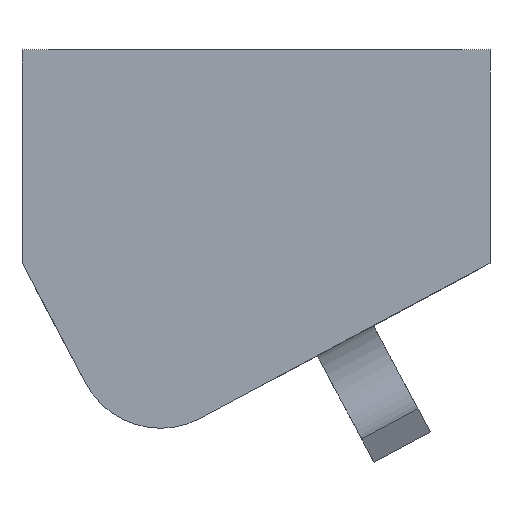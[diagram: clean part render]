
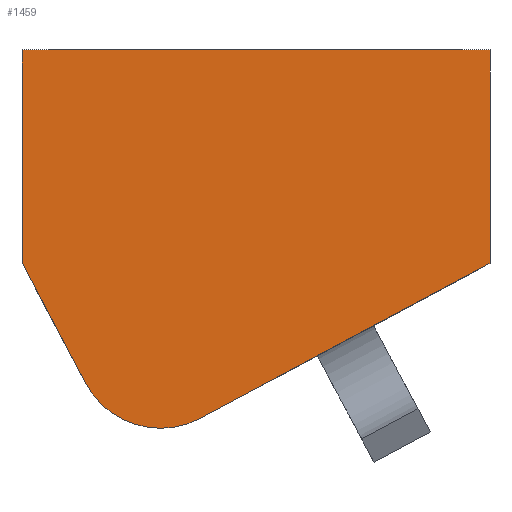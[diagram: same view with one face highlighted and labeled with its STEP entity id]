
A CAD part, front view. The second image highlights one B-rep face of the part: STEP entity #1459.
In plain terms, the highlighted planar face has unit normal (0, -1, 0).
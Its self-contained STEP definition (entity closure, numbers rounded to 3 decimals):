
#6 = ORIENTED_EDGE ( 'NONE', *, *, #1359, .F. ) ;
#7 = CARTESIAN_POINT ( 'NONE',  ( 48.473, 0., 27.702 ) ) ;
#21 = CARTESIAN_POINT ( 'NONE',  ( 48.473, 0., -22.463 ) ) ;
#26 = LINE ( 'NONE', #1494, #1578 ) ;
#42 = ORIENTED_EDGE ( 'NONE', *, *, #892, .F. ) ;
#50 = EDGE_CURVE ( 'NONE', #837, #354, #840, .T. ) ;
#52 = DIRECTION ( 'NONE',  ( 0., 0., 1. ) ) ;
#61 = LINE ( 'NONE', #898, #750 ) ;
#99 = EDGE_CURVE ( 'NONE', #325, #1095, #640, .T. ) ;
#119 = CARTESIAN_POINT ( 'NONE',  ( -28.969, 0., -41.217 ) ) ;
#162 = EDGE_CURVE ( 'NONE', #1160, #837, #351, .T. ) ;
#219 = CARTESIAN_POINT ( 'NONE',  ( -61.527, 0., 27.702 ) ) ;
#294 = VERTEX_POINT ( 'NONE', #21 ) ;
#325 = VERTEX_POINT ( 'NONE', #1340 ) ;
#343 = AXIS2_PLACEMENT_3D ( 'NONE', #119, #1107, #1088 ) ;
#351 = LINE ( 'NONE', #962, #356 ) ;
#354 = VERTEX_POINT ( 'NONE', #219 ) ;
#356 = VECTOR ( 'NONE', #1427, 1000. ) ;
#364 = DIRECTION ( 'NONE',  ( 0., 0., 1. ) ) ;
#418 = PLANE ( 'NONE',  #779 ) ;
#451 = DIRECTION ( 'NONE',  ( -0.882, 0., -0.472 ) ) ;
#485 = CARTESIAN_POINT ( 'NONE',  ( -28.969, 0., -41.217 ) ) ;
#495 = DIRECTION ( 'NONE',  ( 0., 0., 1. ) ) ;
#526 = EDGE_LOOP ( 'NONE', ( #786, #6, #1177, #42, #759, #652, #869 ) ) ;
#568 = EDGE_CURVE ( 'NONE', #354, #1343, #26, .T. ) ;
#569 = LINE ( 'NONE', #1053, #941 ) ;
#612 = CARTESIAN_POINT ( 'NONE',  ( -61.527, 0., -22.298 ) ) ;
#640 = CIRCLE ( 'NONE', #1049, 20. ) ;
#648 = DIRECTION ( 'NONE',  ( 1., 0., 0. ) ) ;
#652 = ORIENTED_EDGE ( 'NONE', *, *, #568, .F. ) ;
#704 = CIRCLE ( 'NONE', #343, 20. ) ;
#750 = VECTOR ( 'NONE', #914, 1000. ) ;
#759 = ORIENTED_EDGE ( 'NONE', *, *, #1225, .F. ) ;
#779 = AXIS2_PLACEMENT_3D ( 'NONE', #1126, #1372, #52 ) ;
#786 = ORIENTED_EDGE ( 'NONE', *, *, #162, .F. ) ;
#837 = VERTEX_POINT ( 'NONE', #1552 ) ;
#840 = LINE ( 'NONE', #612, #1069 ) ;
#869 = ORIENTED_EDGE ( 'NONE', *, *, #50, .F. ) ;
#892 = EDGE_CURVE ( 'NONE', #294, #325, #569, .T. ) ;
#898 = CARTESIAN_POINT ( 'NONE',  ( 48.473, 0., 27.702 ) ) ;
#914 = DIRECTION ( 'NONE',  ( 0., 0., -1. ) ) ;
#941 = VECTOR ( 'NONE', #451, 1000. ) ;
#962 = CARTESIAN_POINT ( 'NONE',  ( -46.667, 0., -50.532 ) ) ;
#1049 = AXIS2_PLACEMENT_3D ( 'NONE', #485, #1458, #364 ) ;
#1053 = CARTESIAN_POINT ( 'NONE',  ( 48.473, 0., -22.463 ) ) ;
#1069 = VECTOR ( 'NONE', #495, 1000. ) ;
#1088 = DIRECTION ( 'NONE',  ( 0., 0., 1. ) ) ;
#1095 = VERTEX_POINT ( 'NONE', #1470 ) ;
#1107 = DIRECTION ( 'NONE',  ( 0., 1., 0. ) ) ;
#1126 = CARTESIAN_POINT ( 'NONE',  ( -28.969, 0., -41.217 ) ) ;
#1160 = VERTEX_POINT ( 'NONE', #1509 ) ;
#1177 = ORIENTED_EDGE ( 'NONE', *, *, #99, .F. ) ;
#1225 = EDGE_CURVE ( 'NONE', #1343, #294, #61, .T. ) ;
#1340 = CARTESIAN_POINT ( 'NONE',  ( -19.533, 0., -58.851 ) ) ;
#1343 = VERTEX_POINT ( 'NONE', #7 ) ;
#1359 = EDGE_CURVE ( 'NONE', #1095, #1160, #704, .T. ) ;
#1372 = DIRECTION ( 'NONE',  ( 0., 1., 0. ) ) ;
#1427 = DIRECTION ( 'NONE',  ( -0.466, 0., 0.885 ) ) ;
#1458 = DIRECTION ( 'NONE',  ( 0., 1., 0. ) ) ;
#1459 = ADVANCED_FACE ( 'NONE', ( #1508 ), #418, .F. ) ;
#1470 = CARTESIAN_POINT ( 'NONE',  ( -28.969, 0., -61.217 ) ) ;
#1494 = CARTESIAN_POINT ( 'NONE',  ( -61.527, 0., 27.702 ) ) ;
#1508 = FACE_OUTER_BOUND ( 'NONE', #526, .T. ) ;
#1509 = CARTESIAN_POINT ( 'NONE',  ( -46.667, 0., -50.532 ) ) ;
#1552 = CARTESIAN_POINT ( 'NONE',  ( -61.527, 0., -22.298 ) ) ;
#1578 = VECTOR ( 'NONE', #648, 1000. ) ;
